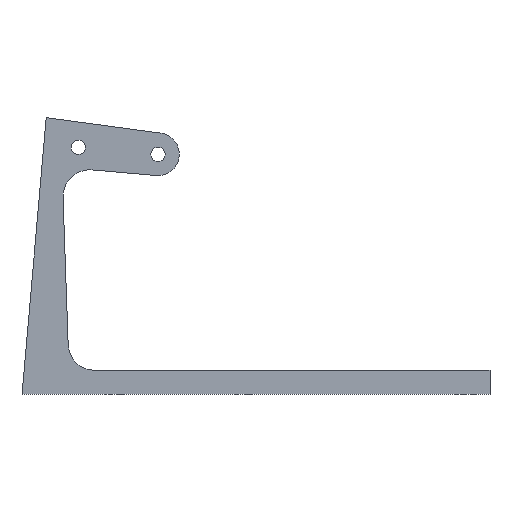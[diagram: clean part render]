
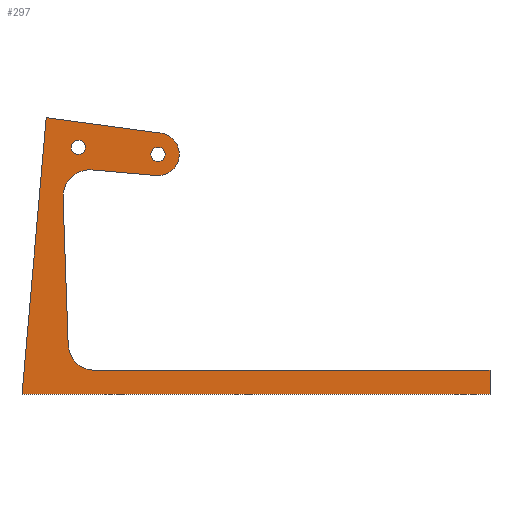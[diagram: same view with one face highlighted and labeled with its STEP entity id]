
A CAD part, left-side view. The second image highlights one B-rep face of the part: STEP entity #297.
In plain terms, the highlighted planar face has unit normal (-1, 0, 0).
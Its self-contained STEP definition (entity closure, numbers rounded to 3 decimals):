
#27=CIRCLE('',#327,5.);
#28=CIRCLE('',#328,5.);
#29=CIRCLE('',#329,4.);
#30=CIRCLE('',#330,1.35);
#31=CIRCLE('',#331,1.35);
#45=ORIENTED_EDGE('',*,*,#121,.T.);
#46=ORIENTED_EDGE('',*,*,#122,.F.);
#47=ORIENTED_EDGE('',*,*,#123,.F.);
#48=ORIENTED_EDGE('',*,*,#124,.T.);
#49=ORIENTED_EDGE('',*,*,#119,.T.);
#50=ORIENTED_EDGE('',*,*,#125,.T.);
#51=ORIENTED_EDGE('',*,*,#126,.F.);
#52=ORIENTED_EDGE('',*,*,#127,.F.);
#53=ORIENTED_EDGE('',*,*,#128,.F.);
#54=ORIENTED_EDGE('',*,*,#129,.T.);
#55=ORIENTED_EDGE('',*,*,#130,.T.);
#56=ORIENTED_EDGE('',*,*,#131,.T.);
#119=EDGE_CURVE('',#158,#157,#185,.T.);
#121=EDGE_CURVE('',#159,#160,#187,.T.);
#122=EDGE_CURVE('',#161,#160,#188,.T.);
#123=EDGE_CURVE('',#162,#161,#189,.T.);
#124=EDGE_CURVE('',#162,#158,#27,.T.);
#125=EDGE_CURVE('',#157,#163,#28,.T.);
#126=EDGE_CURVE('',#164,#163,#190,.T.);
#127=EDGE_CURVE('',#165,#164,#29,.T.);
#128=EDGE_CURVE('',#166,#165,#191,.T.);
#129=EDGE_CURVE('',#166,#159,#192,.T.);
#130=EDGE_CURVE('',#167,#167,#30,.T.);
#131=EDGE_CURVE('',#168,#168,#31,.T.);
#157=VERTEX_POINT('',#447);
#158=VERTEX_POINT('',#449);
#159=VERTEX_POINT('',#453);
#160=VERTEX_POINT('',#454);
#161=VERTEX_POINT('',#456);
#162=VERTEX_POINT('',#458);
#163=VERTEX_POINT('',#461);
#164=VERTEX_POINT('',#463);
#165=VERTEX_POINT('',#465);
#166=VERTEX_POINT('',#467);
#167=VERTEX_POINT('',#470);
#168=VERTEX_POINT('',#472);
#185=LINE('',#448,#209);
#187=LINE('',#452,#211);
#188=LINE('',#455,#212);
#189=LINE('',#457,#213);
#190=LINE('',#462,#214);
#191=LINE('',#466,#215);
#192=LINE('',#468,#216);
#209=VECTOR('',#361,1000.);
#211=VECTOR('',#365,1000.);
#212=VECTOR('',#366,1000.);
#213=VECTOR('',#367,1000.);
#214=VECTOR('',#372,1000.);
#215=VECTOR('',#375,1000.);
#216=VECTOR('',#376,1000.);
#232=EDGE_LOOP('',(#45,#46,#47,#48,#49,#50,#51,#52,#53,#54));
#233=EDGE_LOOP('',(#55));
#234=EDGE_LOOP('',(#56));
#260=FACE_BOUND('',#232,.T.);
#261=FACE_BOUND('',#233,.T.);
#262=FACE_BOUND('',#234,.T.);
#288=PLANE('',#326);
#297=ADVANCED_FACE('',(#260,#261,#262),#288,.F.);
#326=AXIS2_PLACEMENT_3D('',#451,#363,#364);
#327=AXIS2_PLACEMENT_3D('',#459,#368,#369);
#328=AXIS2_PLACEMENT_3D('',#460,#370,#371);
#329=AXIS2_PLACEMENT_3D('',#464,#373,#374);
#330=AXIS2_PLACEMENT_3D('',#469,#377,#378);
#331=AXIS2_PLACEMENT_3D('',#471,#379,#380);
#361=DIRECTION('',(0.,0.035,0.999));
#363=DIRECTION('',(1.,0.,0.));
#364=DIRECTION('',(0.,0.,-1.));
#365=DIRECTION('',(0.,-1.,0.));
#366=DIRECTION('',(0.,0.,-1.));
#367=DIRECTION('',(0.,-1.,0.));
#368=DIRECTION('',(1.,0.,0.));
#369=DIRECTION('',(0.,0.,-1.));
#370=DIRECTION('',(1.,0.,0.));
#371=DIRECTION('',(0.,0.,-1.));
#372=DIRECTION('',(0.,0.996,0.087));
#373=DIRECTION('',(1.,0.,0.));
#374=DIRECTION('',(0.,0.,-1.));
#375=DIRECTION('',(0.,-0.991,-0.133));
#376=DIRECTION('',(0.,0.087,-0.996));
#377=DIRECTION('',(1.,0.,0.));
#378=DIRECTION('',(0.,0.087,-0.996));
#379=DIRECTION('',(1.,0.,0.));
#380=DIRECTION('',(0.,0.087,-0.996));
#447=CARTESIAN_POINT('',(-169.224,142.416,36.869));
#448=CARTESIAN_POINT('',(-169.224,141.211,2.239));
#449=CARTESIAN_POINT('',(-169.224,141.457,9.326));
#451=CARTESIAN_POINT('',(-169.224,132.798,2.));
#452=CARTESIAN_POINT('',(-169.224,132.798,0.));
#453=CARTESIAN_POINT('',(-169.224,150.103,0.));
#454=CARTESIAN_POINT('',(-169.224,62.444,0.));
#455=CARTESIAN_POINT('',(-169.224,62.444,2.));
#456=CARTESIAN_POINT('',(-169.224,62.444,4.5));
#457=CARTESIAN_POINT('',(-169.224,137.444,4.5));
#458=CARTESIAN_POINT('',(-169.224,136.46,4.5));
#459=CARTESIAN_POINT('',(-169.224,136.46,9.5));
#460=CARTESIAN_POINT('',(-169.224,137.419,37.043));
#461=CARTESIAN_POINT('',(-169.224,136.983,42.024));
#462=CARTESIAN_POINT('',(-169.224,124.984,40.974));
#463=CARTESIAN_POINT('',(-169.224,124.984,40.974));
#464=CARTESIAN_POINT('',(-169.224,124.635,44.959));
#465=CARTESIAN_POINT('',(-169.224,124.102,48.923));
#466=CARTESIAN_POINT('',(-169.224,145.136,51.753));
#467=CARTESIAN_POINT('',(-169.224,145.57,51.812));
#468=CARTESIAN_POINT('',(-169.224,146.006,46.829));
#469=CARTESIAN_POINT('',(-169.224,124.635,44.959));
#470=CARTESIAN_POINT('',(-169.224,124.753,43.614));
#471=CARTESIAN_POINT('',(-169.224,139.578,46.266));
#472=CARTESIAN_POINT('',(-169.224,139.696,44.922));
